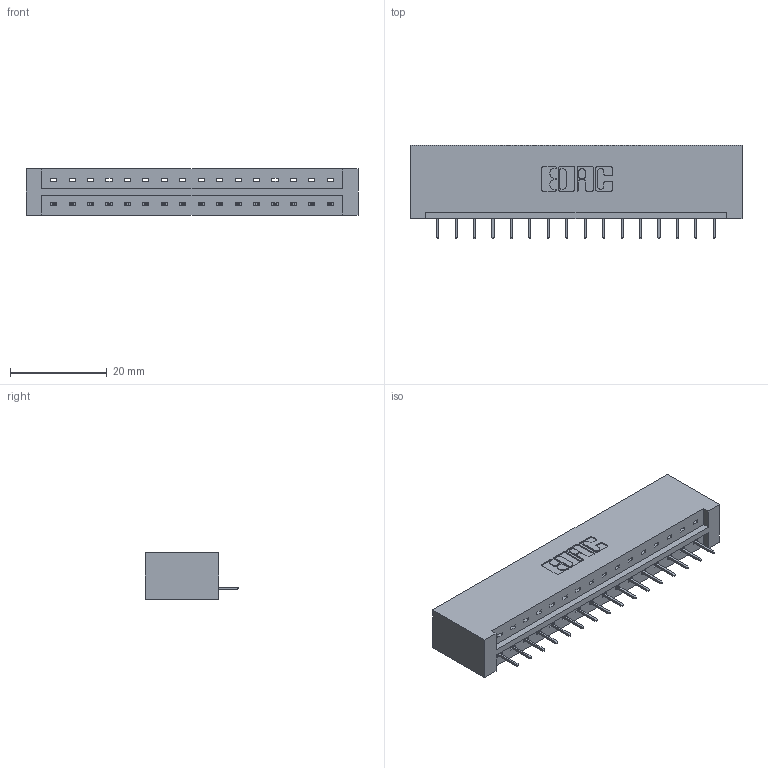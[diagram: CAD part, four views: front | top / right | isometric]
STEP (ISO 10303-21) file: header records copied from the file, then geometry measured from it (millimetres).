
FILE_DESCRIPTION (( 'STEP AP203' ), '1' );
FILE_NAME ('379-016-524-101.STEP', '2020-09-30T16:31:16', ( '' ), ( '' ), 'SwSTEP 2.0', 'SolidWorks 2020', '' );
FILE_SCHEMA (( 'CONFIG_CONTROL_DESIGN' ));
Length unit declared in the file: inch
Products named in the file (3): 379-016-524-101; 379 Part_Lugless; 345-292-001_345-293-124
Assembly tree (17 placements, depth 2):
  379-016-524-101
    379 Part_Lugless
    345-292-001_345-293-124  x16
Bounding box: 68.58 x 19.35 x 9.53 mm (x, y, z)
Volume: 7552.1 mm3; surface area: 7340.3 mm2
Topology: 17 solids, 17 shells, 1098 faces, 3167 edges, 2046 vertices
Faces by surface type: plane 834, cylinder 264
Entity records: 12941 total; most frequent: CARTESIAN_POINT 2242, ORIENTED_EDGE 2194, DIRECTION 1937, EDGE_CURVE 1097, LINE 981, VECTOR 981, VERTEX_POINT 726, AXIS2_PLACEMENT_3D 478
